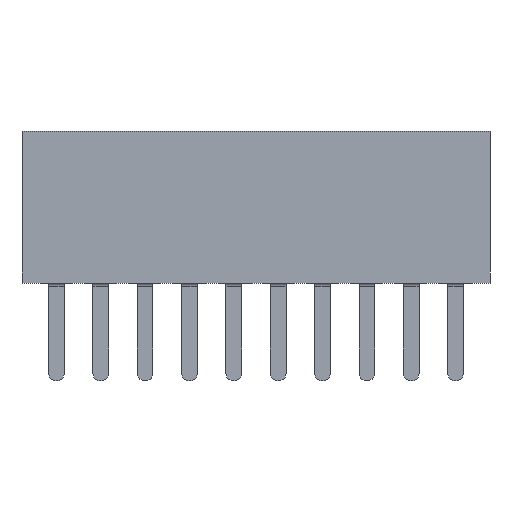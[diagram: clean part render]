
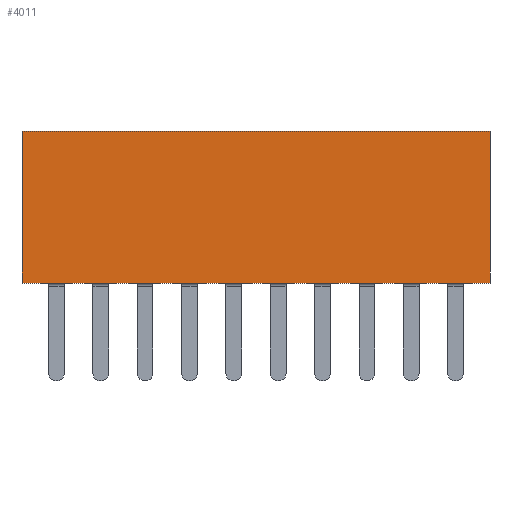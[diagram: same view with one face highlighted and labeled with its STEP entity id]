
A CAD part, front view. The second image highlights one B-rep face of the part: STEP entity #4011.
In plain terms, the highlighted planar face has unit normal (0, -1, 0).
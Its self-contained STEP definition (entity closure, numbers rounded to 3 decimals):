
#547 = EDGE_LOOP ( 'NONE', ( #2409, #5993, #6350, #1543 ) ) ;
#647 = VECTOR ( 'NONE', #4388, 1000. ) ;
#927 = DIRECTION ( 'NONE',  ( 0., 0., -1. ) ) ;
#1543 = ORIENTED_EDGE ( 'NONE', *, *, #9767, .T. ) ;
#1643 = EDGE_CURVE ( 'NONE', #7537, #5975, #6326, .T. ) ;
#1671 = VERTEX_POINT ( 'NONE', #4333 ) ;
#1859 = AXIS2_PLACEMENT_3D ( 'NONE', #11033, #3198, #7240 ) ;
#2409 = ORIENTED_EDGE ( 'NONE', *, *, #9015, .T. ) ;
#3091 = CARTESIAN_POINT ( 'NONE',  ( -6.7, -0.905, 4.35 ) ) ;
#3198 = DIRECTION ( 'NONE',  ( 0., 1., 0. ) ) ;
#3448 = CARTESIAN_POINT ( 'NONE',  ( 6.7, -0.905, 4.35 ) ) ;
#4011 = ADVANCED_FACE ( 'NONE', ( #4535 ), #9982, .F. ) ;
#4082 = CARTESIAN_POINT ( 'NONE',  ( 6.7, -0.905, 4.35 ) ) ;
#4333 = CARTESIAN_POINT ( 'NONE',  ( 6.7, -0.905, 0. ) ) ;
#4388 = DIRECTION ( 'NONE',  ( 1., 0., 0. ) ) ;
#4535 = FACE_OUTER_BOUND ( 'NONE', #547, .T. ) ;
#4675 = CARTESIAN_POINT ( 'NONE',  ( -5.927, -0.905, 0. ) ) ;
#5670 = LINE ( 'NONE', #4675, #6715 ) ;
#5836 = VECTOR ( 'NONE', #927, 1000. ) ;
#5898 = LINE ( 'NONE', #10579, #5836 ) ;
#5975 = VERTEX_POINT ( 'NONE', #3448 ) ;
#5993 = ORIENTED_EDGE ( 'NONE', *, *, #7740, .F. ) ;
#6140 = CARTESIAN_POINT ( 'NONE',  ( -5.927, -0.905, 4.35 ) ) ;
#6326 = LINE ( 'NONE', #6140, #647 ) ;
#6350 = ORIENTED_EDGE ( 'NONE', *, *, #1643, .F. ) ;
#6447 = DIRECTION ( 'NONE',  ( 1., 0., 0. ) ) ;
#6715 = VECTOR ( 'NONE', #6447, 1000. ) ;
#6950 = VECTOR ( 'NONE', #7643, 1000. ) ;
#7240 = DIRECTION ( 'NONE',  ( 0., 0., 1. ) ) ;
#7537 = VERTEX_POINT ( 'NONE', #3091 ) ;
#7643 = DIRECTION ( 'NONE',  ( 0., 0., -1. ) ) ;
#7688 = CARTESIAN_POINT ( 'NONE',  ( -6.7, -0.905, 0. ) ) ;
#7740 = EDGE_CURVE ( 'NONE', #5975, #1671, #8690, .T. ) ;
#8145 = VERTEX_POINT ( 'NONE', #7688 ) ;
#8690 = LINE ( 'NONE', #4082, #6950 ) ;
#9015 = EDGE_CURVE ( 'NONE', #8145, #1671, #5670, .T. ) ;
#9767 = EDGE_CURVE ( 'NONE', #7537, #8145, #5898, .T. ) ;
#9982 = PLANE ( 'NONE',  #1859 ) ;
#10579 = CARTESIAN_POINT ( 'NONE',  ( -6.7, -0.905, 4.35 ) ) ;
#11033 = CARTESIAN_POINT ( 'NONE',  ( -5.927, -0.905, 4.35 ) ) ;
